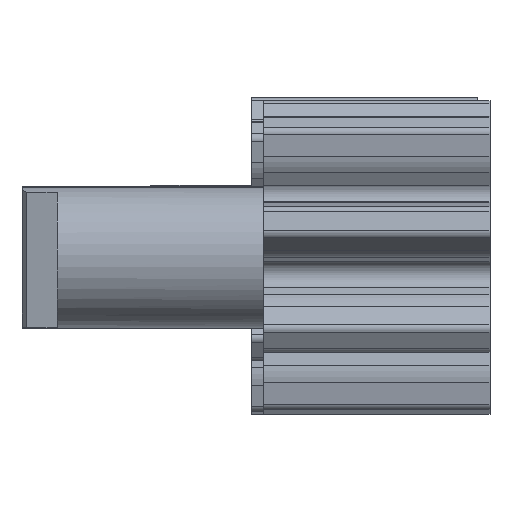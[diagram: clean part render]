
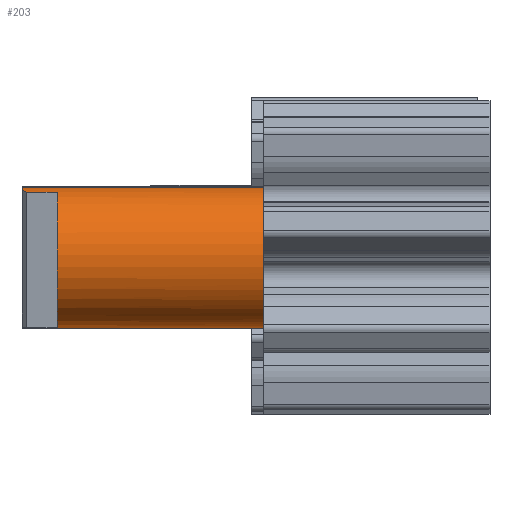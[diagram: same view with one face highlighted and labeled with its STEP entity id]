
A CAD part, left-side view. The second image highlights one B-rep face of the part: STEP entity #203.
In plain terms, the highlighted cylindrical face has radius 8 mm (diameter 16 mm), a partial arc.
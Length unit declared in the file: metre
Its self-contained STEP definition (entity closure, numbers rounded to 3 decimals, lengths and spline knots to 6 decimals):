
#203=ADVANCED_FACE('0:95',(#403),#404,.T.);
#403=FACE_OUTER_BOUND('',#784,.T.);
#404=CYLINDRICAL_SURFACE('',#785,0.008);
#784=EDGE_LOOP('',(#1210,#1211,#1212,#1213,#1214,#1215,#1216,#1217,#1218,#1219,#1220));
#785=AXIS2_PLACEMENT_3D('',#1221,#1222,#1223);
#1210=ORIENTED_EDGE('',*,*,#2793,.T.);
#1211=ORIENTED_EDGE('',*,*,#2807,.F.);
#1212=ORIENTED_EDGE('',*,*,#2808,.F.);
#1213=ORIENTED_EDGE('',*,*,#2811,.F.);
#1214=ORIENTED_EDGE('',*,*,#2812,.F.);
#1215=ORIENTED_EDGE('',*,*,#2813,.T.);
#1216=ORIENTED_EDGE('',*,*,#2809,.F.);
#1217=ORIENTED_EDGE('',*,*,#2805,.F.);
#1218=ORIENTED_EDGE('',*,*,#2795,.T.);
#1219=ORIENTED_EDGE('',*,*,#2814,.F.);
#1220=ORIENTED_EDGE('',*,*,#2815,.F.);
#1221=CARTESIAN_POINT('',(0.000271,0.0064,0.004491));
#1222=DIRECTION('',(-0.0,1.0,0.0));
#1223=DIRECTION('',(1.0,0.0,0.0));
#2793=EDGE_CURVE('',#3340,#3341,#3342,.T.);
#2795=EDGE_CURVE('',#3345,#3343,#3346,.T.);
#2805=EDGE_CURVE('0:124',#3345,#3362,#3363,.T.);
#2807=EDGE_CURVE('0:130',#3364,#3341,#3366,.T.);
#2808=EDGE_CURVE('0:133',#3367,#3364,#3368,.T.);
#2809=EDGE_CURVE('0:136',#3362,#3369,#3370,.T.);
#2811=EDGE_CURVE('0:142',#3372,#3367,#3373,.T.);
#2812=EDGE_CURVE('0:145',#3374,#3372,#3375,.T.);
#2813=EDGE_CURVE('0:148',#3374,#3369,#3376,.T.);
#2814=EDGE_CURVE('0:160',#3377,#3343,#3378,.T.);
#2815=EDGE_CURVE('0:160',#3340,#3377,#3379,.T.);
#3340=VERTEX_POINT('',#4240);
#3341=VERTEX_POINT('',#4241);
#3342=LINE('',#4242,#4243);
#3343=VERTEX_POINT('',#4244);
#3345=VERTEX_POINT('',#4246);
#3346=LINE('',#4247,#4248);
#3362=VERTEX_POINT('',#4268);
#3363=CIRCLE('',#4269,0.008);
#3364=VERTEX_POINT('',#4270);
#3366=CIRCLE('',#4273,0.008);
#3367=VERTEX_POINT('',#4274);
#3368=ELLIPSE('',#4275,0.011314,0.008);
#3369=VERTEX_POINT('',#4276);
#3370=ELLIPSE('',#4277,0.011314,0.008);
#3372=VERTEX_POINT('',#4280);
#3373=LINE('',#4281,#4282);
#3374=VERTEX_POINT('',#4283);
#3375=CIRCLE('',#4284,0.008);
#3376=LINE('',#4285,#4286);
#3377=VERTEX_POINT('',#4287);
#3378=CIRCLE('',#4288,0.008);
#3379=CIRCLE('',#4289,0.008);
#4240=CARTESIAN_POINT('',(0.008271,0.0064,0.004491));
#4241=CARTESIAN_POINT('',(0.008271,0.0584,0.004491));
#4242=CARTESIAN_POINT('',(0.008271,0.0064,0.004491));
#4243=VECTOR('',#5479,1.0);
#4244=CARTESIAN_POINT('',(-0.007729,0.0064,0.004491));
#4246=CARTESIAN_POINT('',(-0.007729,0.0584,0.004491));
#4247=CARTESIAN_POINT('',(-0.007729,0.0064,0.004491));
#4248=VECTOR('',#5483,1.0);
#4268=CARTESIAN_POINT('',(-0.007587,0.0584,0.005991));
#4269=AXIS2_PLACEMENT_3D('',#5503,#5504,#5505);
#4270=CARTESIAN_POINT('',(0.008129,0.0584,0.005991));
#4273=AXIS2_PLACEMENT_3D('',#5507,#5508,#5509);
#4274=CARTESIAN_POINT('',(0.008017,0.0579,0.006491));
#4275=AXIS2_PLACEMENT_3D('',#5510,#5511,#5512);
#4276=CARTESIAN_POINT('',(-0.007475,0.0579,0.006491));
#4277=AXIS2_PLACEMENT_3D('',#5513,#5514,#5515);
#4280=CARTESIAN_POINT('',(0.008017,0.0544,0.006491));
#4281=CARTESIAN_POINT('',(0.008017,0.0544,0.006491));
#4282=VECTOR('',#5517,0.01);
#4283=CARTESIAN_POINT('',(-0.007475,0.0544,0.006491));
#4284=AXIS2_PLACEMENT_3D('',#5518,#5519,#5520);
#4285=CARTESIAN_POINT('',(-0.007475,0.0544,0.006491));
#4286=VECTOR('',#5521,0.01);
#4287=CARTESIAN_POINT('',(0.004153,0.0064,0.011486));
#4288=AXIS2_PLACEMENT_3D('',#5522,#5523,#5524);
#4289=AXIS2_PLACEMENT_3D('',#5525,#5526,#5527);
#5479=DIRECTION('',(0.0,1.0,0.0));
#5483=DIRECTION('',(-0.0,-1.0,-0.0));
#5503=CARTESIAN_POINT('',(0.000271,0.0584,0.004491));
#5504=DIRECTION('',(0.0,1.0,0.0));
#5505=DIRECTION('',(-1.0,0.0,0.0));
#5507=CARTESIAN_POINT('',(0.000271,0.0584,0.004491));
#5508=DIRECTION('',(0.0,1.0,0.0));
#5509=DIRECTION('',(-1.0,0.0,0.0));
#5510=CARTESIAN_POINT('',(0.000271,0.0599,0.004491));
#5511=DIRECTION('',(0.0,0.707,0.707));
#5512=DIRECTION('',(0.0,0.707,-0.707));
#5513=CARTESIAN_POINT('',(0.000271,0.0599,0.004491));
#5514=DIRECTION('',(0.0,0.707,0.707));
#5515=DIRECTION('',(0.0,0.707,-0.707));
#5517=DIRECTION('',(0.0,1.0,0.0));
#5518=CARTESIAN_POINT('',(0.000271,0.0544,0.004491));
#5519=DIRECTION('',(-0.0,1.0,0.0));
#5520=DIRECTION('',(1.0,0.0,0.0));
#5521=DIRECTION('',(0.0,1.0,0.0));
#5522=CARTESIAN_POINT('',(0.000271,0.0064,0.004491));
#5523=DIRECTION('',(0.0,-1.0,0.0));
#5524=DIRECTION('',(1.0,0.0,0.0));
#5525=CARTESIAN_POINT('',(0.000271,0.0064,0.004491));
#5526=DIRECTION('',(0.0,-1.0,0.0));
#5527=DIRECTION('',(1.0,0.0,0.0));
